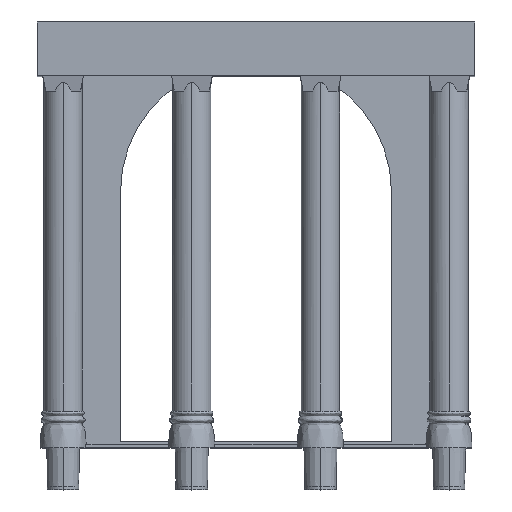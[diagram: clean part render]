
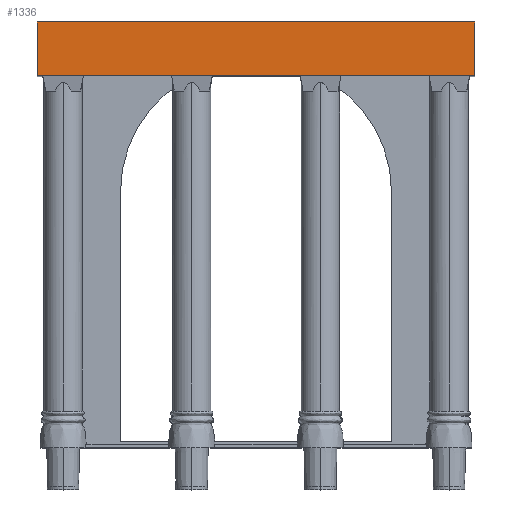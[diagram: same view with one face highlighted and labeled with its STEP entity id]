
A CAD part, top view. The second image highlights one B-rep face of the part: STEP entity #1336.
In plain terms, the highlighted planar face has unit normal (0, 0, 1).
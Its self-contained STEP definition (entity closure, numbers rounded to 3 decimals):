
#459 = VECTOR ( 'NONE', #11291, 1000. ) ;
#469 = LINE ( 'NONE', #5995, #459 ) ;
#815 = LINE ( 'NONE', #7824, #20726 ) ;
#1056 = FACE_OUTER_BOUND ( 'NONE', #2762, .T. ) ;
#1143 = AXIS2_PLACEMENT_3D ( 'NONE', #4858, #18235, #3132 ) ;
#1336 = ADVANCED_FACE ( 'NONE', ( #1056 ), #1513, .F. ) ;
#1513 = PLANE ( 'NONE',  #1143 ) ;
#2762 = EDGE_LOOP ( 'NONE', ( #18677, #17327, #11154, #3031 ) ) ;
#2867 = VERTEX_POINT ( 'NONE', #4725 ) ;
#3031 = ORIENTED_EDGE ( 'NONE', *, *, #19245, .T. ) ;
#3094 = DIRECTION ( 'NONE',  ( 0., 1., 0. ) ) ;
#3132 = DIRECTION ( 'NONE',  ( -1., 0., 0. ) ) ;
#3358 = VERTEX_POINT ( 'NONE', #9252 ) ;
#3800 = VERTEX_POINT ( 'NONE', #4498 ) ;
#4498 = CARTESIAN_POINT ( 'NONE',  ( 17.5, 288.5, 424.5 ) ) ;
#4725 = CARTESIAN_POINT ( 'NONE',  ( -324.59, 330.5, 424.5 ) ) ;
#4858 = CARTESIAN_POINT ( 'NONE',  ( 0., 288.5, 424.5 ) ) ;
#5995 = CARTESIAN_POINT ( 'NONE',  ( -324.59, 288.5, 424.5 ) ) ;
#7145 = DIRECTION ( 'NONE',  ( 1., 0., 0. ) ) ;
#7484 = VECTOR ( 'NONE', #3094, 1000. ) ;
#7824 = CARTESIAN_POINT ( 'NONE',  ( 0., 288.5, 424.5 ) ) ;
#8035 = EDGE_CURVE ( 'NONE', #9717, #2867, #469, .T. ) ;
#8073 = EDGE_CURVE ( 'NONE', #3800, #9717, #815, .T. ) ;
#9252 = CARTESIAN_POINT ( 'NONE',  ( 17.5, 330.5, 424.5 ) ) ;
#9717 = VERTEX_POINT ( 'NONE', #12219 ) ;
#10539 = LINE ( 'NONE', #16889, #7484 ) ;
#11154 = ORIENTED_EDGE ( 'NONE', *, *, #8073, .F. ) ;
#11291 = DIRECTION ( 'NONE',  ( 0., 1., 0. ) ) ;
#12219 = CARTESIAN_POINT ( 'NONE',  ( -324.59, 288.5, 424.5 ) ) ;
#12232 = CARTESIAN_POINT ( 'NONE',  ( -324.59, 330.5, 424.5 ) ) ;
#14851 = DIRECTION ( 'NONE',  ( -1., 0., 0. ) ) ;
#16889 = CARTESIAN_POINT ( 'NONE',  ( 17.5, 288.5, 424.5 ) ) ;
#17275 = EDGE_CURVE ( 'NONE', #2867, #3358, #19379, .T. ) ;
#17327 = ORIENTED_EDGE ( 'NONE', *, *, #8035, .F. ) ;
#18235 = DIRECTION ( 'NONE',  ( 0., 0., -1. ) ) ;
#18677 = ORIENTED_EDGE ( 'NONE', *, *, #17275, .F. ) ;
#19245 = EDGE_CURVE ( 'NONE', #3800, #3358, #10539, .T. ) ;
#19379 = LINE ( 'NONE', #12232, #19815 ) ;
#19815 = VECTOR ( 'NONE', #7145, 1000. ) ;
#20726 = VECTOR ( 'NONE', #14851, 1000. ) ;
